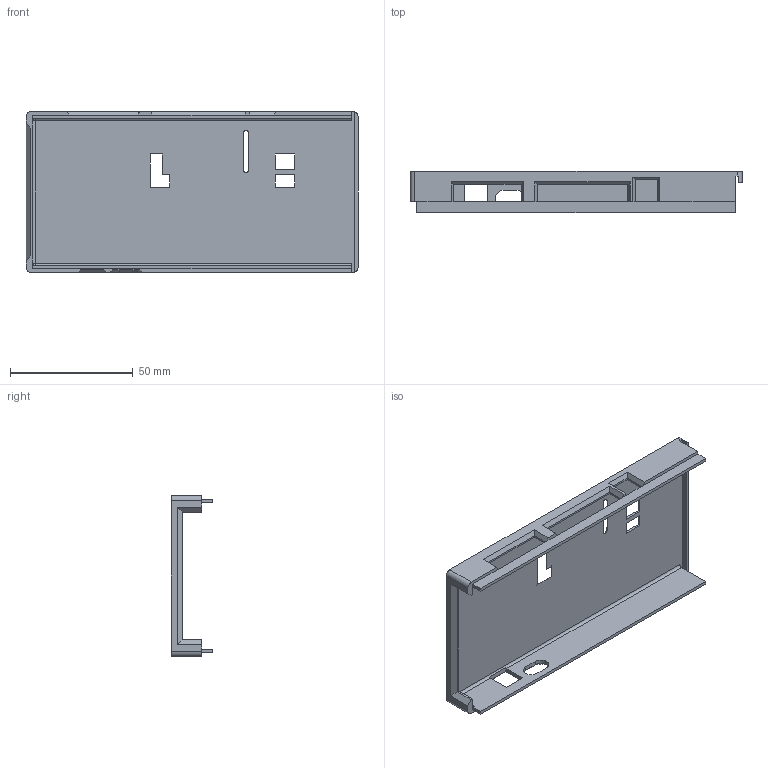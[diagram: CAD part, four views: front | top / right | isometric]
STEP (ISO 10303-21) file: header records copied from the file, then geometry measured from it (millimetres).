
FILE_DESCRIPTION(/* description */ (''),/* implementation_level */ '2;1');
FILE_NAME(/* name */ 'VMX_RPI4_Top.stp',/* time_stamp */ '2019-08-08T16:06:58-04:00',/* author */ ('James Taylor'),/* organization */ (''),/* preprocessor_version */ 'ST-DEVELOPER v16.13',/* originating_system */ 'Autodesk Inventor 2018',/* authorisation */ '');
FILE_SCHEMA (('AUTOMOTIVE_DESIGN { 1 0 10303 214 3 1 1 }'));
Length unit declared in the file: millimetre
Products named in the file (1): PiTop
Bounding box: 135.29 x 16.9 x 65.46 mm (x, y, z)
Volume: 24884.9 mm3; surface area: 25678.8 mm2
Topology: 1 solids, 1 shells, 104 faces, 289 edges, 180 vertices
Faces by surface type: plane 87, cylinder 11, cone 4, sphere 2
Entity records: 3316 total; most frequent: ORIENTED_EDGE 578, CARTESIAN_POINT 578, DIRECTION 531, EDGE_CURVE 289, LINE 253, VECTOR 253, VERTEX_POINT 180, AXIS2_PLACEMENT_3D 139
